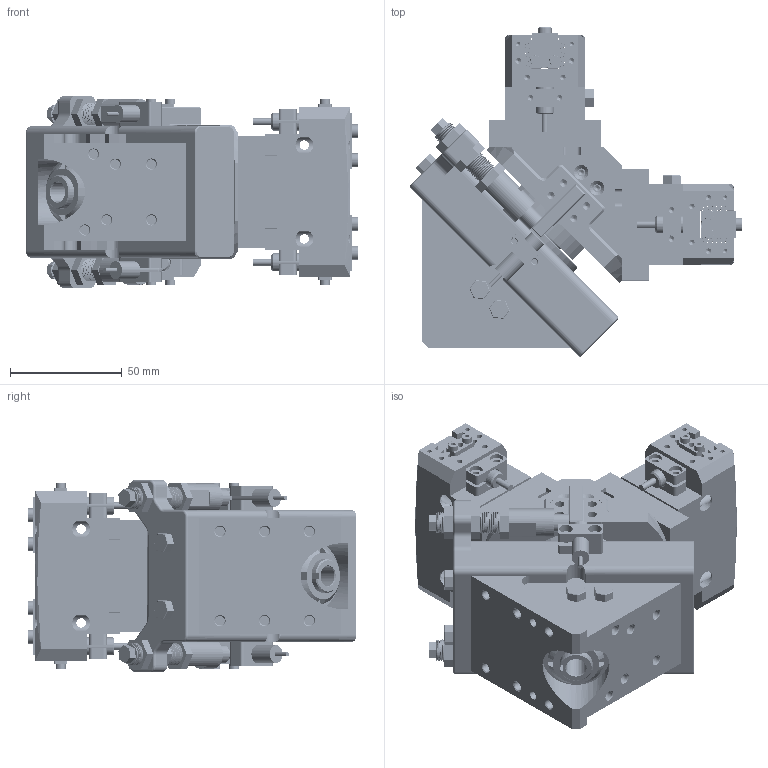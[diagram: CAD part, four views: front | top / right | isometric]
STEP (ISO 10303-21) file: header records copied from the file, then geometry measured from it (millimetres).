
FILE_DESCRIPTION (( 'STEP AP203' ), '1' );
FILE_NAME ('TG12-FR28-76-90¡ã.STEP', '2025-03-27T02:55:55', ( 'USER-' ), ( 'Microsoft' ), 'SwSTEP 2.0', 'SolidWorks 2018', '' );
FILE_SCHEMA (( 'CONFIG_CONTROL_DESIGN' ));
Length unit declared in the file: millimetre
Products named in the file (50): 棠羲換覜ん; TG12-W-G.sldasm-Part-13; TG12-W-G.sldasm-Part-9; 蟀諉啣; TG12-W-G.sldasm-Part-79; TG12-W-G.sldasm-Part-69; TG12-W-G.sldasm-Part-72; 内六角圆柱头螺钉[GBT70_1-2008][M2.5×8]; TRT-28-76-M-01 褲极; TG12-W-G.sldasm-Part-81; TG12-W-G.sldasm-Part-87; ﾏ擎ﾗ6｡ﾁ4｡ﾁ5; TRT-28-76-M-06 笢猾啣; TG12-W-08-A 癹弇輸.step; TG12-W-G.sldasm-Part-74; TG12-W-G.sldasm-Part-2; TG12-W-G.sldasm-Part-80; TG12-W-G.sldasm-Part-7; TG12-W-G.sldasm-Part-83; TG12-W-G.sldasm-Part-14; P-GS-T-01 諉輪羲壽標厥釱; 揤輸; TG12-W-G.sldasm-Part-75; TG12-W-G.sldasm-Part-1; TG12; TG12-FR28-76-90°; 揤輸蚾饜极-1; TG12-W-G.sldasm-Part-4; TG12-W-G.sldasm-Part-78; TG12-W-G.sldasm-Part-73; TG12-W-G.sldasm-Part-8; 揤輸杅耀.sldasm-Part-9-1; TRT-28-76-M-02 賑輸; TG12-W-G.sldasm-Part-70; TRT-28-76-M-05 菁裔啣; TG12-W-G.sldasm-Part-76; 16x8-R1.5-0.4; TG12-W-G.sldasm-Part-10; TG12-W-G.sldasm-Part-71; FR28-76 ...
Assembly tree (66 placements, depth 4):
  TG12-FR28-76-90°
    TG12
      TG12-W-G.sldasm-Part-1
      TG12-W-G.sldasm-Part-2
      TG12-W-G.sldasm-Part-4
      TG12-W-G.sldasm-Part-5  x2
      TG12-W-G.sldasm-Part-6
      TG12-W-G.sldasm-Part-7
      TG12-W-G.sldasm-Part-8
      TG12-W-G.sldasm-Part-9
      TG12-W-G.sldasm-Part-10
      TG12-W-G.sldasm-Part-11
      TG12-W-G.sldasm-Part-13
      TG12-W-G.sldasm-Part-14
      TG12-W-G.sldasm-Part-69
      TG12-W-G.sldasm-Part-70
      TG12-W-G.sldasm-Part-71
      TG12-W-G.sldasm-Part-72
      TG12-W-G.sldasm-Part-73
      TG12-W-G.sldasm-Part-74
      TG12-W-G.sldasm-Part-75
      TG12-W-G.sldasm-Part-76
      TG12-W-G.sldasm-Part-77
      TG12-W-G.sldasm-Part-78
      TG12-W-G.sldasm-Part-79
      TG12-W-G.sldasm-Part-80
      TG12-W-G.sldasm-Part-81
      TG12-W-G.sldasm-Part-82
      TG12-W-G.sldasm-Part-83
      TG12-W-G.sldasm-Part-84
      TG12-W-02-G-B 眻褒輸
      TG12-W-G.sldasm-Part-87
      25x12-R3
      TG12-W-08-A 癹弇輸.step
    蟀諉啣  x2
    TG12-W-G.sldasm-Part-8  x4
    FR28-76  x2
      揤輸
        揤輸杅耀.sldasm-Part-9-1
        内六角圆柱头螺钉[GBT70_1-2008][M2.5×8]  x2
      揤輸蚾饜极-1
        内六角圆柱头螺钉[GBT70_1-2008][M2.5×8]  x2
        苤覜聆假蚾璃
      TRT-28-76-M-01 褲极
      TRT-28-76-M-05 菁裔啣
      TRT-28-76-M-02 賑輸
      TRT-28-76-M-06 笢猾啣
      P-GS-T-01 諉輪羲壽標厥釱
      电容传感器8x18接近开关
      棠羲換覜ん
      16x8-R1.5-0.4
      ﾏ擎ﾗ6｡ﾁ4｡ﾁ5
Bounding box: 148.61 x 147.26 x 86 mm (x, y, z)
Volume: 617881.5 mm3; surface area: 186516.5 mm2
Topology: 84 solids, 102 shells, 4401 faces, 11407 edges, 7320 vertices
Faces by surface type: plane 1921, cylinder 1485, bspline 469, cone 468, torus 54, sphere 4
Entity records: 129790 total; most frequent: CARTESIAN_POINT 56276, ORIENTED_EDGE 14722, DIRECTION 12859, EDGE_CURVE 7361, VERTEX_POINT 4804, VECTOR 4291, LINE 4291, AXIS2_PLACEMENT_3D 4284
